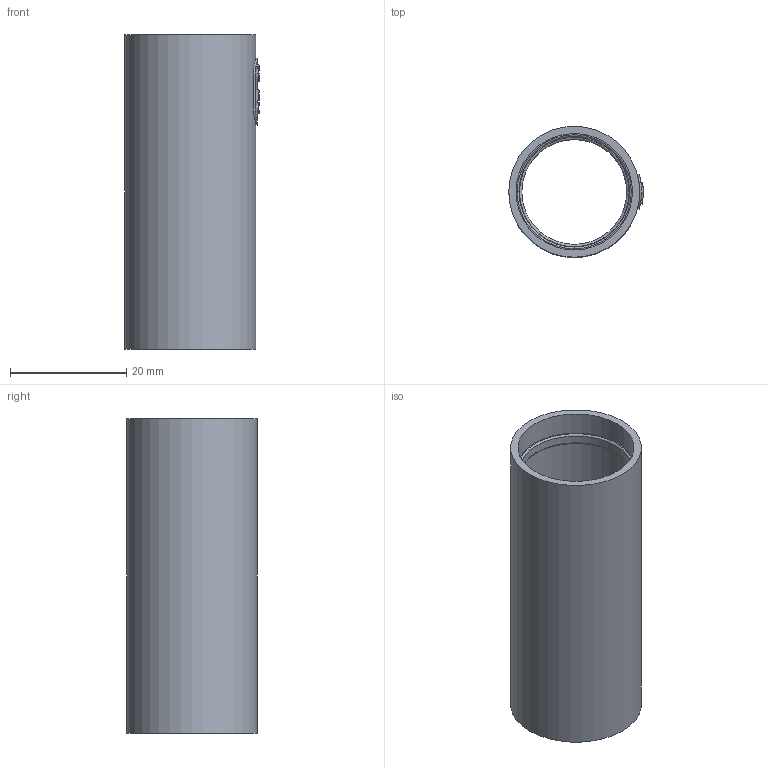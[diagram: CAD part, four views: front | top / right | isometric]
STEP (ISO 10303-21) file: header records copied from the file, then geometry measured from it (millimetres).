
FILE_DESCRIPTION (( 'STEP AP203' ), '1' );
FILE_NAME ('CTA10D-GFLEX20-K08-100 Ìóôòà äëÿ ãîôðèðîâàííûõ òðóá, ïðîçðà÷íàÿ GFLEX20 ÈÝÊ.STEP', '2016-06-09T11:38:50', ( '' ), ( '' ), 'SwSTEP 2.0', 'SolidWorks 2014', '' );
FILE_SCHEMA (( 'CONFIG_CONTROL_DESIGN' ));
Length unit declared in the file: millimetre
Products named in the file (1): CTA10D-GFLEX20-K08-100 Ìóôòà äëÿ ãîôðèðîâàííûõ òðóá, ïðîçðà÷íàÿ GFLEX20 ÈÝÊ
Bounding box: 23.1 x 22.5 x 54 mm (x, y, z)
Volume: 4764.2 mm3; surface area: 7729.9 mm2
Topology: 5 solids, 5 shells, 75 faces, 171 edges, 112 vertices
Faces by surface type: bspline 29, plane 22, cylinder 18, torus 6
Full cylindrical faces by diameter (mm): 18 x1, 19 x2, 20 x4, 22.5 x1
Entity records: 3576 total; most frequent: CARTESIAN_POINT 2090, ORIENTED_EDGE 314, DIRECTION 195, EDGE_CURVE 157, VERTEX_POINT 112, EDGE_LOOP 103, FACE_OUTER_BOUND 89, ADVANCED_FACE 75
